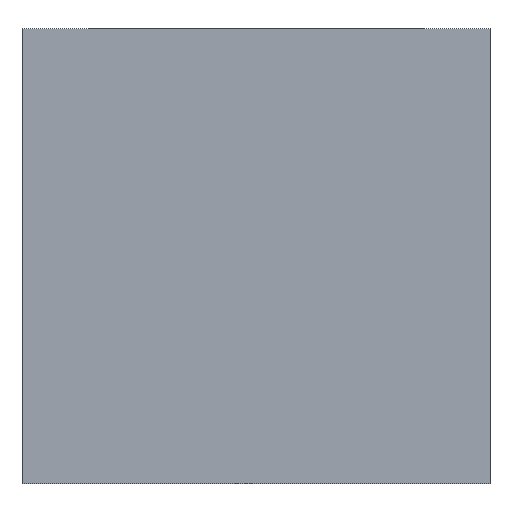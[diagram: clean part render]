
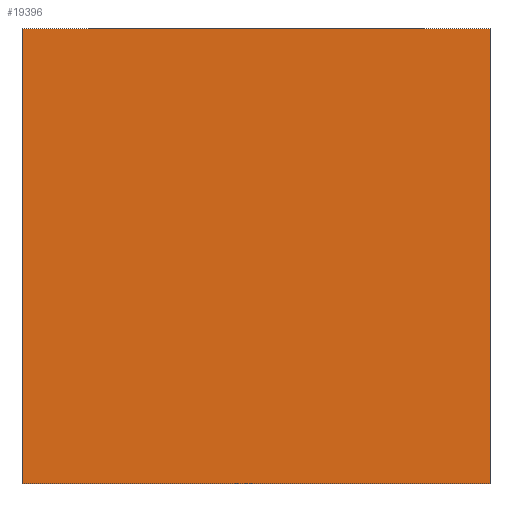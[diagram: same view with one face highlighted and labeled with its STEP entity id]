
A CAD part, front view. The second image highlights one B-rep face of the part: STEP entity #19396.
In plain terms, the highlighted planar face has unit normal (0, -1, 0).
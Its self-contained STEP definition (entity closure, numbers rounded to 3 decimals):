
#1834=FACE_OUTER_BOUND('',#2878,.T.);
#2878=EDGE_LOOP('',(#13287,#13288,#13289,#13290));
#4036=LINE('',#26828,#6323);
#4041=LINE('',#26836,#6328);
#4045=LINE('',#26841,#6332);
#4046=LINE('',#26842,#6333);
#6323=VECTOR('',#21885,3600.);
#6328=VECTOR('',#21892,3600.);
#6332=VECTOR('',#21898,3500.);
#6333=VECTOR('',#21899,3500.);
#8593=VERTEX_POINT('',#26825);
#8594=VERTEX_POINT('',#26827);
#8595=VERTEX_POINT('',#26833);
#8596=VERTEX_POINT('',#26835);
#10459=EDGE_CURVE('',#8593,#8594,#4036,.T.);
#10464=EDGE_CURVE('',#8595,#8596,#4041,.T.);
#10468=EDGE_CURVE('',#8594,#8595,#4045,.T.);
#10469=EDGE_CURVE('',#8593,#8596,#4046,.T.);
#13287=ORIENTED_EDGE('',*,*,#10464,.F.);
#13288=ORIENTED_EDGE('',*,*,#10468,.F.);
#13289=ORIENTED_EDGE('',*,*,#10459,.F.);
#13290=ORIENTED_EDGE('',*,*,#10469,.T.);
#18724=PLANE('',#20484);
#19396=ADVANCED_FACE('',(#1834),#18724,.F.);
#20484=AXIS2_PLACEMENT_3D('',#26840,#21896,#21897);
#21885=DIRECTION('',(-1.,0.,0.));
#21892=DIRECTION('',(1.,0.,0.));
#21896=DIRECTION('center_axis',(0.,1.,0.));
#21897=DIRECTION('ref_axis',(0.,0.,1.));
#21898=DIRECTION('',(0.,0.,1.));
#21899=DIRECTION('',(0.,0.,1.));
#26825=CARTESIAN_POINT('',(1800.,-80.,-800.));
#26827=CARTESIAN_POINT('',(-1800.,-80.,-800.));
#26828=CARTESIAN_POINT('',(1800.,-80.,-800.));
#26833=CARTESIAN_POINT('',(-1800.,-80.,2700.));
#26835=CARTESIAN_POINT('',(1800.,-80.,2700.));
#26836=CARTESIAN_POINT('',(-1800.,-80.,2700.));
#26840=CARTESIAN_POINT('Origin',(-1300.,-80.,750.));
#26841=CARTESIAN_POINT('',(-1800.,-80.,-750.));
#26842=CARTESIAN_POINT('',(1800.,-80.,-750.));
